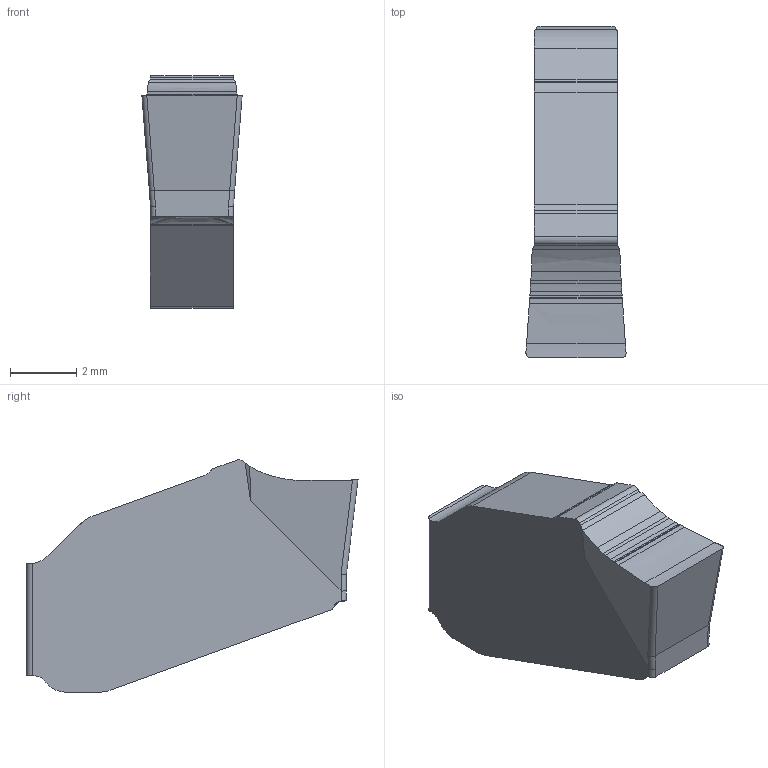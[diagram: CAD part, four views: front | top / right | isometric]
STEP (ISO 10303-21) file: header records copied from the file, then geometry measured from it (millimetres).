
FILE_DESCRIPTION(/* description */ (''),/* implementation_level */ '2;1');
FILE_NAME(/* name */ 'aaa338881_a.stp',/* time_stamp */ '2019-09-26T16:13:58+02:00',/* author */ (''),/* organization */ ('SMS'),/* preprocessor_version */ 'ST-DEVELOPER v16.7',/* originating_system */ 'SIEMENS PLM Software NX 12.0',/* authorisation */ '');
FILE_SCHEMA (('AUTOMOTIVE_DESIGN { 1 0 10303 214 3 1 1 1 }'));
Length unit declared in the file: millimetre
Products named in the file (1): AAA338881_A
Bounding box: 3.02 x 10 x 7 mm (x, y, z)
Volume: 119.9 mm3; surface area: 166.9 mm2
Topology: 1 solids, 1 shells, 50 faces, 139 edges, 93 vertices
Faces by surface type: extrusion 18, plane 16, cylinder 16
Entity records: 2084 total; most frequent: CARTESIAN_POINT 784, ORIENTED_EDGE 276, DIRECTION 226, EDGE_CURVE 138, VERTEX_POINT 90, VECTOR 86, AXIS2_PLACEMENT_3D 70, LINE 68
